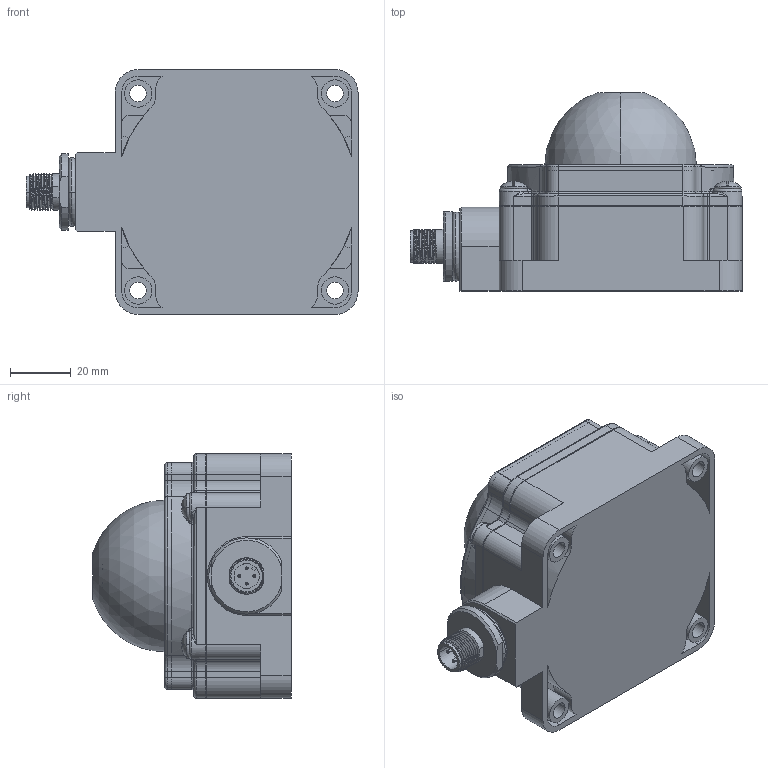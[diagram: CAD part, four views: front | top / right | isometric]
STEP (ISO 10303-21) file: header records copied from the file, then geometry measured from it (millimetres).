
FILE_DESCRIPTION((''),'2;1');
FILE_NAME('188682_ASM','2015-12-03T',('pdmadmin'),(''),'PRO/ENGINEER BY PARAMETRIC TECHNOLOGY CORPORATION, 2013230','PRO/ENGINEER BY PARAMETRIC TECHNOLOGY CORPORATION, 2013230','');
FILE_SCHEMA(('CONFIG_CONTROL_DESIGN'));
Length unit declared in the file: millimetre
Products named in the file (149): 120796_AF0; 129405_AF0; 129406_AF0; 107054; 29320; 08427; 129243_AF0_ASM; 129240_AF0; 126459_AF0; 129260_AF0; 126082_AF1; 126080_AF0; 119813_AF1; 119813_AF0_ASM; 126082_AF0_ASM; 123711_FOLDED_AF0; 03654_AF1; 03654_AF0_ASM; 127199_AF1; SMLED9_AF0; 0603_AF0; 0603_AF1; SOT23_AF0; BCASE_AF0; SOT23_AF1; SMLED9_AF1; UMT_AF0; 0603_AF2; SOD123_AF0; 0603_AF3; UMT_AF1; 0603_AF4; 0603_AF5; UMT_AF2; 0603_AF6; 0603_AF7; 0805_AF0; SO8_AF0; 0603_AF8; 0603_AF9 ...
Assembly tree (148 placements, depth 5):
  188682_ASM
    129243_AF0_ASM
      120796_AF0
      129405_AF0
      129406_AF0
      107054
      29320
      08427
    142734_AF0_ASM
      129240_AF0
      126459_AF0
      129260_AF0
      126082_AF0_ASM
        126082_AF1
        126080_AF0
        119813_AF0_ASM
          119813_AF1
      123711_FOLDED_AF0
      03654_AF0_ASM
        03654_AF1
      127199_AF0_ASM
        127199_AF1
        SMLED9_AF0
        0603_AF0
        0603_AF1
        SOT23_AF0
        BCASE_AF0
        SOT23_AF1
        SMLED9_AF1
        UMT_AF0
        0603_AF2
        SOD123_AF0
        0603_AF3
        UMT_AF1
        0603_AF4
        0603_AF5
        UMT_AF2
        0603_AF6
        0603_AF7
        0805_AF0
        SO8_AF0
        0603_AF8
        0603_AF9
        UMT_AF3
        UMT_AF4
        0603_AF10
        UMT_AF5
        UMT_AF6
        0603_AF11
        SMLED9_AF2
        UMT_AF7
        0603_AF12
        0603_AF13
        0603_AF14
        0603_AF15
        0603_AF16
        SP7512_AF0
        SMIND3_AF0
        SP7512_AF1
        UMT_AF8
Bounding box: 109.59 x 65.42 x 80.85 mm (x, y, z)
Volume: 71919.4 mm3; surface area: 76663.1 mm2
Topology: 19 solids, 24 shells, 869 faces, 2134 edges, 1344 vertices
Faces by surface type: cylinder 330, plane 289, torus 112, bspline 67, cone 46, sphere 25
Entity records: 37839 total; most frequent: CARTESIAN_POINT 13416, DIRECTION 5362, ORIENTED_EDGE 4232, AXIS2_PLACEMENT_3D 2245, EDGE_CURVE 2124, VERTEX_POINT 1344, CIRCLE 1002, EDGE_LOOP 948
